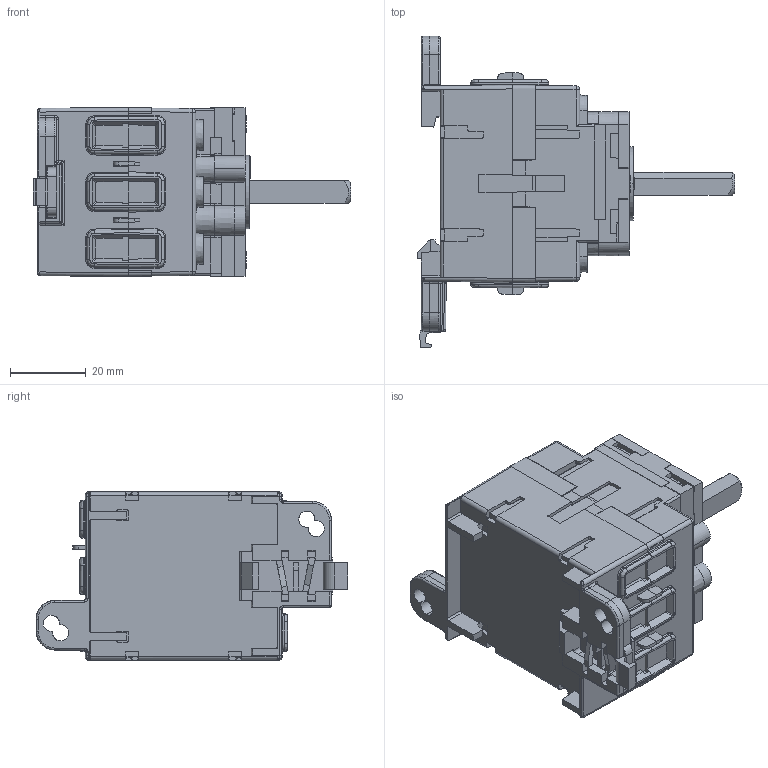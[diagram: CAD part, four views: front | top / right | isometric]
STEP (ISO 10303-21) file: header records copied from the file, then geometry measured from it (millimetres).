
FILE_DESCRIPTION (( 'STEP AP214' ), '1' );
FILE_NAME ('ML1-040-V-A01.step', '2020-05-11T19:10:29', ( '' ), ( '' ), 'SwSTEP 2.0', 'SolidWorks 2019', '' );
FILE_SCHEMA (( 'AUTOMOTIVE_DESIGN' ));
Length unit declared in the file: inch
Products named in the file (2): ML1-040-V-A01
Bounding box: 83.8 x 82.34 x 44.64 mm (x, y, z)
Volume: 124161.2 mm3; surface area: 35008.3 mm2
Topology: 7 solids, 7 shells, 1402 faces, 3819 edges, 2422 vertices
Faces by surface type: plane 776, cylinder 412, bspline 163, cone 46, sphere 5
Entity records: 52343 total; most frequent: CARTESIAN_POINT 19329, ORIENTED_EDGE 7590, DIRECTION 5802, EDGE_CURVE 3795, VECTOR 2472, LINE 2472, VERTEX_POINT 2422, AXIS2_PLACEMENT_3D 1665
